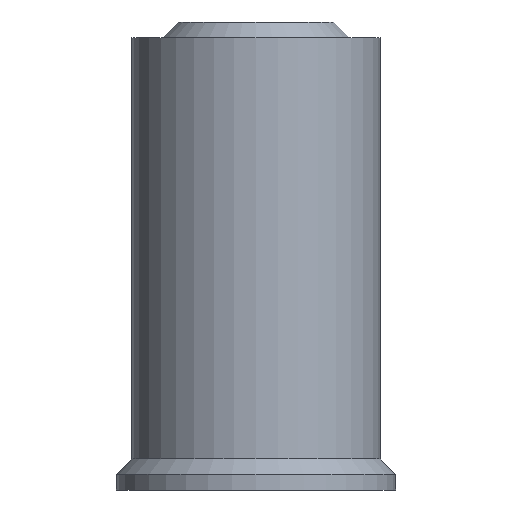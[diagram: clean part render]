
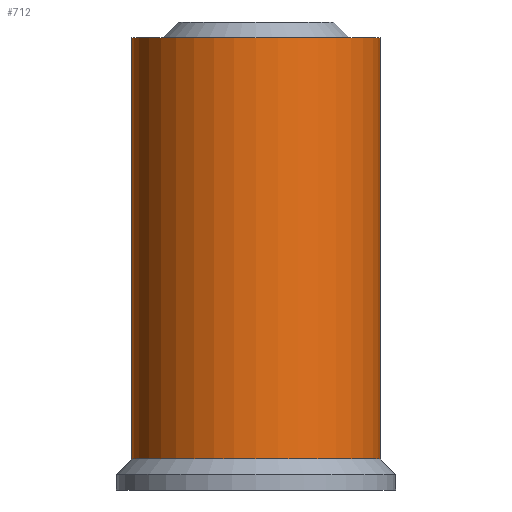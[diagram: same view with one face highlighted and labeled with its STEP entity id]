
A CAD part, left-side view. The second image highlights one B-rep face of the part: STEP entity #712.
In plain terms, the highlighted cylindrical face has radius 4 mm (diameter 8 mm), a partial arc.
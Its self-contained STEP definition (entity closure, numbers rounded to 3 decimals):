
#20=LINE('',#1113,#88);
#21=LINE('',#1118,#89);
#88=VECTOR('',#891,1000.);
#89=VECTOR('',#894,1000.);
#204=ORIENTED_EDGE('',*,*,#404,.T.);
#205=ORIENTED_EDGE('',*,*,#405,.T.);
#206=ORIENTED_EDGE('',*,*,#406,.F.);
#207=ORIENTED_EDGE('',*,*,#407,.T.);
#404=EDGE_CURVE('',#504,#505,#20,.T.);
#405=EDGE_CURVE('',#505,#506,#564,.F.);
#406=EDGE_CURVE('',#507,#506,#21,.T.);
#407=EDGE_CURVE('',#507,#504,#565,.T.);
#504=VERTEX_POINT('',#1114);
#505=VERTEX_POINT('',#1115);
#506=VERTEX_POINT('',#1117);
#507=VERTEX_POINT('',#1119);
#564=CIRCLE('',#786,4.);
#565=CIRCLE('',#787,4.);
#590=EDGE_LOOP('',(#204,#205,#206,#207));
#648=FACE_BOUND('',#590,.T.);
#700=CYLINDRICAL_SURFACE('',#785,4.);
#712=ADVANCED_FACE('',(#648),#700,.T.);
#785=AXIS2_PLACEMENT_3D('',#1112,#889,#890);
#786=AXIS2_PLACEMENT_3D('',#1116,#892,#893);
#787=AXIS2_PLACEMENT_3D('',#1120,#895,#896);
#889=DIRECTION('',(0.,0.,-1.));
#890=DIRECTION('',(0.,1.,0.));
#891=DIRECTION('',(0.,0.,-1.));
#892=DIRECTION('',(0.,0.,-1.));
#893=DIRECTION('',(-1.,0.,0.));
#894=DIRECTION('',(0.,0.,-1.));
#895=DIRECTION('',(0.,0.,-1.));
#896=DIRECTION('',(-1.,0.,0.));
#1112=CARTESIAN_POINT('',(61.4,-122.61,-279.498));
#1113=CARTESIAN_POINT('',(61.4,-118.61,-279.498));
#1114=CARTESIAN_POINT('',(61.4,-118.61,-265.402));
#1115=CARTESIAN_POINT('',(61.4,-118.61,-278.998));
#1116=CARTESIAN_POINT('',(61.4,-122.61,-278.998));
#1117=CARTESIAN_POINT('',(61.4,-126.61,-278.998));
#1118=CARTESIAN_POINT('',(61.4,-126.61,-279.498));
#1119=CARTESIAN_POINT('',(61.4,-126.61,-265.402));
#1120=CARTESIAN_POINT('',(61.4,-122.61,-265.402));
